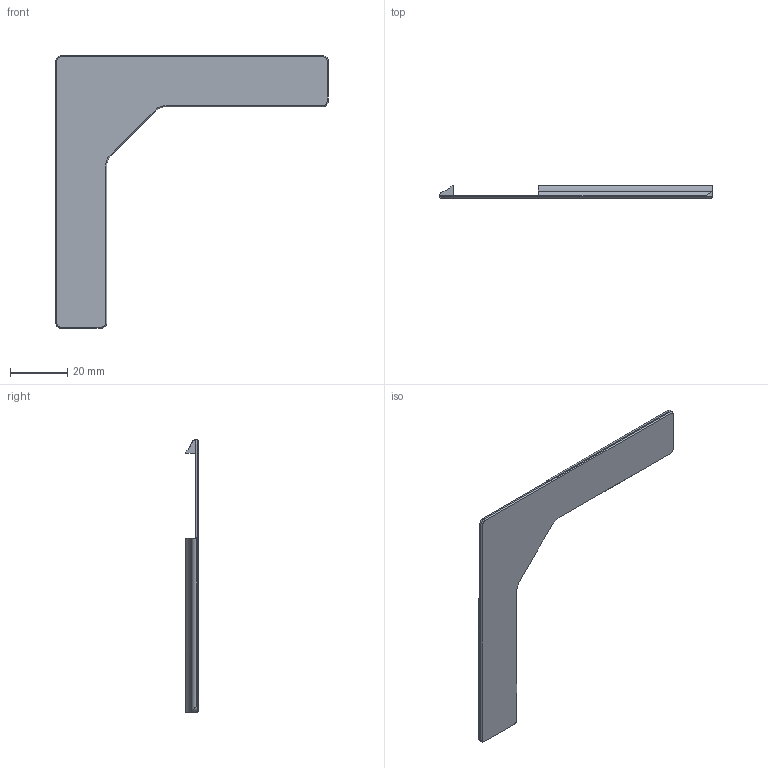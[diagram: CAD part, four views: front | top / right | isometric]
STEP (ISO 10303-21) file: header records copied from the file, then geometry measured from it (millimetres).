
FILE_DESCRIPTION((''),'2;1');
FILE_NAME('TOP_CORNER_SKIRT_02A','2021-06-05T',('Pa'),(''),'PRO/ENGINEER BY PARAMETRIC TECHNOLOGY CORPORATION, 2012230','PRO/ENGINEER BY PARAMETRIC TECHNOLOGY CORPORATION, 2012230','');
FILE_SCHEMA(('CONFIG_CONTROL_DESIGN'));
Length unit declared in the file: millimetre
Products named in the file (1): TOP_CORNER_SKIRT_02A
Bounding box: 94.9 x 4.4 x 94.9 mm (x, y, z)
Volume: 4367.2 mm3; surface area: 7350.9 mm2
Topology: 1 solids, 1 shells, 40 faces, 104 edges, 66 vertices
Faces by surface type: plane 22, cylinder 11, cone 7
Entity records: 1264 total; most frequent: CARTESIAN_POINT 239, ORIENTED_EDGE 208, DIRECTION 201, EDGE_CURVE 104, VECTOR 71, LINE 71, VERTEX_POINT 66, AXIS2_PLACEMENT_3D 65
